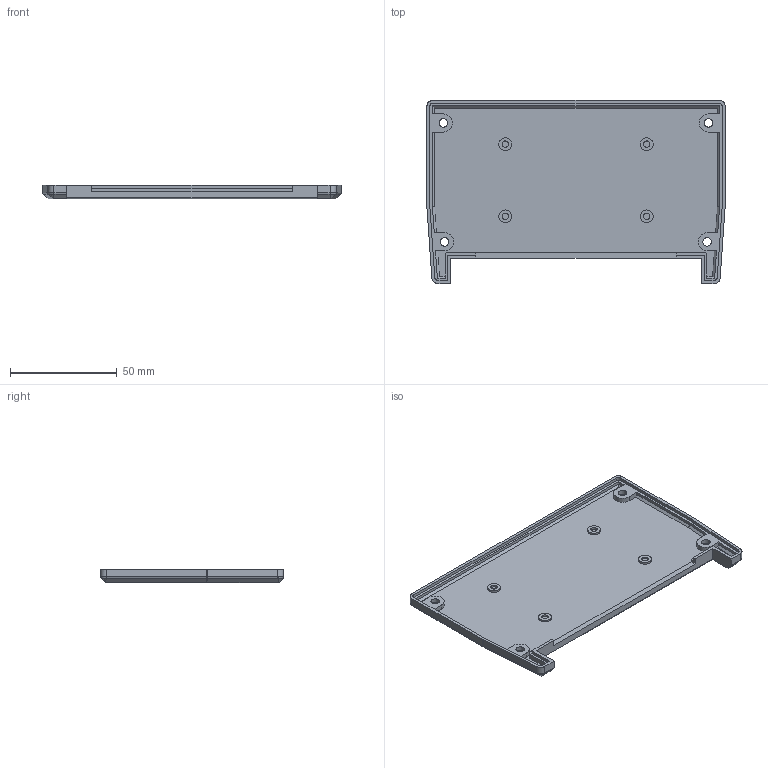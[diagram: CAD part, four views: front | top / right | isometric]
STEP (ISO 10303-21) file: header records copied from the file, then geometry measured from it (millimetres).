
FILE_DESCRIPTION(/* description */ (''),/* implementation_level */ '2;1');
FILE_NAME(/* name */ 'DeMoN_Case_Bottom.step',/* time_stamp */ '2025-05-25T13:39:14+02:00',/* author */ (''),/* organization */ (''),/* preprocessor_version */ 'ST-DEVELOPER v20.1',/* originating_system */ 'Autodesk Translation Framework v14.4.0.0',/* authorisation */ '');
FILE_SCHEMA (('AUTOMOTIVE_DESIGN { 1 0 10303 214 3 1 1 }'));
Length unit declared in the file: millimetre
Products named in the file (1): BottomShell
Bounding box: 140 x 86 x 6.5 mm (x, y, z)
Volume: 30082.6 mm3; surface area: 25094 mm2
Topology: 1 solids, 1 shells, 157 faces, 405 edges, 258 vertices
Faces by surface type: plane 80, bspline 46, cylinder 31
Full cylindrical faces by diameter (mm): 3 x4, 4 x4, 6 x8
Entity records: 5794 total; most frequent: CARTESIAN_POINT 2208, ORIENTED_EDGE 802, DIRECTION 599, EDGE_CURVE 401, VERTEX_POINT 258, LINE 227, VECTOR 227, AXIS2_PLACEMENT_3D 186
